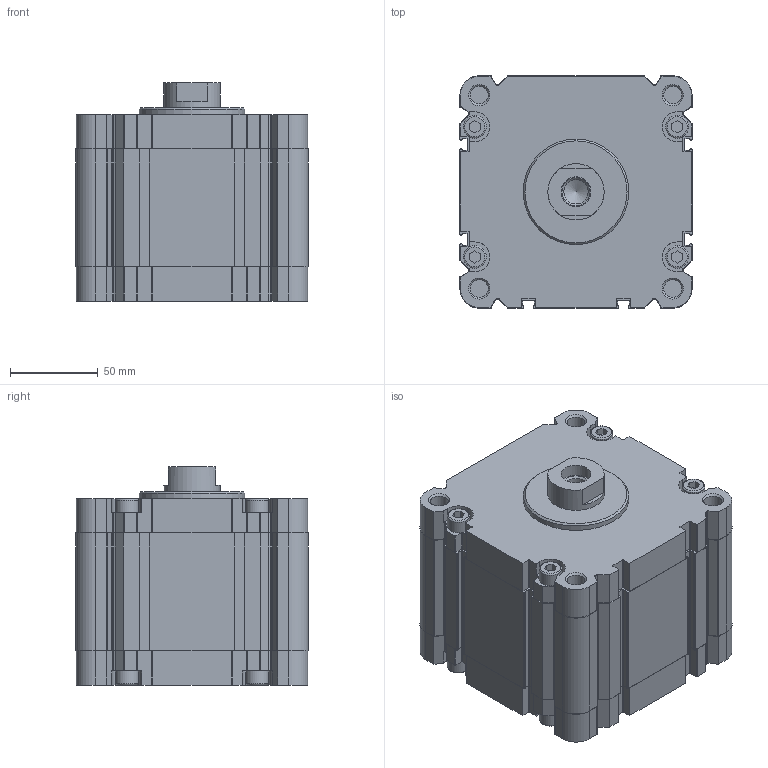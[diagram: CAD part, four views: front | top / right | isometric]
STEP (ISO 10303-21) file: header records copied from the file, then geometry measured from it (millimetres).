
FILE_DESCRIPTION(/* description */ ('STEP AP214'),/* implementation_level */ '2;1');
FILE_NAME(/* name */ '175753_ADVU-125-25-P-A',/* time_stamp */ '2024-08-02T14:01:05+02:00',/* author */ ('License CC BY-ND 4.0'),/* organization */ ('CADENAS'),/* preprocessor_version */ 'ST-DEVELOPER v19.3',/* originating_system */ 'PARTsolutions',/* authorisation */ ' ');
FILE_SCHEMA (('AUTOMOTIVE_DESIGN {1 0 10303 214 3 1 1}'));
Length unit declared in the file: millimetre
Products named in the file (3): 175753 ADVU-125-25-P-A---(0); 175753 ADVU-125-25-P-A---(ZR); 175753 ADVU-125-25-P-A---(KS)
Assembly tree (2 placements, depth 2):
  175753 ADVU-125-25-P-A---(0)
    175753 ADVU-125-25-P-A---(ZR)
    175753 ADVU-125-25-P-A---(KS)
Bounding box: 132 x 132 x 124 mm (x, y, z)
Volume: 1490689.1 mm3; surface area: 188504.7 mm2
Topology: 2 solids, 2 shells, 586 faces, 1624 edges, 1074 vertices
Faces by surface type: plane 316, cylinder 238, cone 24, torus 8
Full cylindrical faces by diameter (mm): 10 x1, 10.106 x8, 11.445 x2, 13 x8, 13.835 x1, 17 x1, 32 x2, 60 x1, 125 x2
Entity records: 18496 total; most frequent: DIRECTION 3242, CARTESIAN_POINT 3212, ORIENTED_EDGE 3112, EDGE_CURVE 1556, AXIS2_PLACEMENT_3D 1097, VERTEX_POINT 1067, LINE 1048, VECTOR 1048
